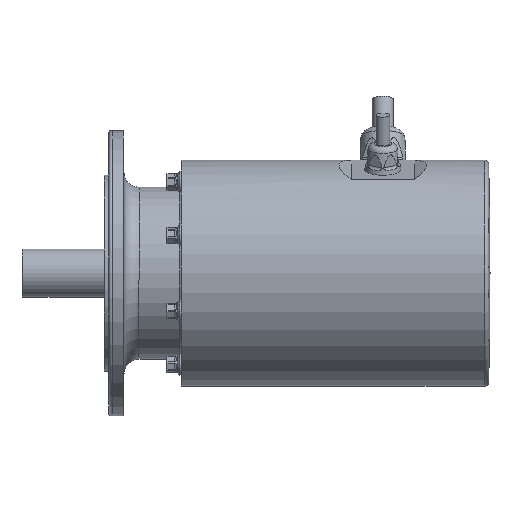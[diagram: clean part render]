
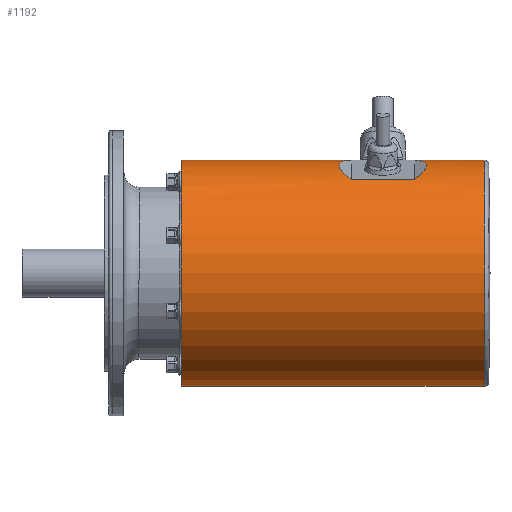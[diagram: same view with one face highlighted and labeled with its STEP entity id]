
A CAD part, front view. The second image highlights one B-rep face of the part: STEP entity #1192.
In plain terms, the highlighted cylindrical face has radius 75 mm (diameter 150 mm), a full revolution.
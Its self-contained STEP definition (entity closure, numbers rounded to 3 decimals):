
#350=ELLIPSE('',#3731,219.285,75.);
#351=ELLIPSE('',#3734,219.285,75.);
#352=ELLIPSE('',#3736,219.285,75.);
#353=ELLIPSE('',#3739,219.285,75.);
#487=CYLINDRICAL_SURFACE('',#3741,75.);
#727=LINE('',#6125,#891);
#728=LINE('',#6127,#892);
#731=LINE('',#6138,#895);
#732=LINE('',#6140,#896);
#891=VECTOR('',#4434,1.);
#892=VECTOR('',#4435,1.);
#895=VECTOR('',#4448,1.);
#896=VECTOR('',#4449,1.);
#1064=FACE_BOUND('',#1610,.T.);
#1065=FACE_BOUND('',#1611,.T.);
#1066=FACE_BOUND('',#1612,.T.);
#1067=FACE_BOUND('',#1613,.T.);
#1192=ADVANCED_FACE('',(#1064,#1065,#1066,#1067),#487,.T.);
#1610=EDGE_LOOP('',(#2204));
#1611=EDGE_LOOP('',(#2205,#2206,#2207,#2208));
#1612=EDGE_LOOP('',(#2209,#2210,#2211,#2212));
#1613=EDGE_LOOP('',(#2213));
#2204=ORIENTED_EDGE('',*,*,#3225,.F.);
#2205=ORIENTED_EDGE('',*,*,#3244,.F.);
#2206=ORIENTED_EDGE('',*,*,#3242,.F.);
#2207=ORIENTED_EDGE('',*,*,#3240,.F.);
#2208=ORIENTED_EDGE('',*,*,#3241,.F.);
#2209=ORIENTED_EDGE('',*,*,#3238,.F.);
#2210=ORIENTED_EDGE('',*,*,#3236,.F.);
#2211=ORIENTED_EDGE('',*,*,#3234,.F.);
#2212=ORIENTED_EDGE('',*,*,#3235,.F.);
#2213=ORIENTED_EDGE('',*,*,#3232,.T.);
#2875=VERTEX_POINT('',#6070);
#2882=VERTEX_POINT('',#6118);
#2883=VERTEX_POINT('',#6121);
#2884=VERTEX_POINT('',#6122);
#2885=VERTEX_POINT('',#6126);
#2886=VERTEX_POINT('',#6128);
#2887=VERTEX_POINT('',#6134);
#2888=VERTEX_POINT('',#6135);
#2889=VERTEX_POINT('',#6139);
#2890=VERTEX_POINT('',#6141);
#3225=EDGE_CURVE('',#2875,#2875,#3495,.T.);
#3232=EDGE_CURVE('',#2882,#2882,#3502,.T.);
#3234=EDGE_CURVE('',#2883,#2884,#350,.T.);
#3235=EDGE_CURVE('',#2885,#2883,#727,.T.);
#3236=EDGE_CURVE('',#2884,#2886,#728,.T.);
#3238=EDGE_CURVE('',#2886,#2885,#351,.T.);
#3240=EDGE_CURVE('',#2887,#2888,#352,.T.);
#3241=EDGE_CURVE('',#2889,#2887,#731,.T.);
#3242=EDGE_CURVE('',#2888,#2890,#732,.T.);
#3244=EDGE_CURVE('',#2890,#2889,#353,.T.);
#3495=CIRCLE('',#3716,75.);
#3502=CIRCLE('',#3729,75.);
#3716=AXIS2_PLACEMENT_3D('',#6069,#4399,#4400);
#3729=AXIS2_PLACEMENT_3D('',#6117,#4425,#4426);
#3731=AXIS2_PLACEMENT_3D('',#6123,#4430,#4431);
#3734=AXIS2_PLACEMENT_3D('',#6131,#4439,#4440);
#3736=AXIS2_PLACEMENT_3D('',#6136,#4444,#4445);
#3739=AXIS2_PLACEMENT_3D('',#6144,#4453,#4454);
#3741=AXIS2_PLACEMENT_3D('',#6146,#4457,#4458);
#4399=DIRECTION('',(0.,-1.,0.));
#4400=DIRECTION('',(0.,0.,1.));
#4425=DIRECTION('',(0.,-1.,0.));
#4426=DIRECTION('',(0.,0.,1.));
#4430=DIRECTION('',(0.894,0.342,0.29));
#4431=DIRECTION('',(-0.325,0.94,-0.106));
#4434=DIRECTION('',(0.,-1.,0.));
#4435=DIRECTION('',(0.,1.,0.));
#4439=DIRECTION('',(0.894,-0.342,0.29));
#4440=DIRECTION('',(0.325,0.94,0.106));
#4444=DIRECTION('',(0.894,0.342,-0.29));
#4445=DIRECTION('',(-0.325,0.94,0.106));
#4448=DIRECTION('',(0.,-1.,0.));
#4449=DIRECTION('',(0.,1.,0.));
#4453=DIRECTION('',(0.894,-0.342,-0.29));
#4454=DIRECTION('',(0.325,0.94,-0.106));
#4457=DIRECTION('',(0.,1.,0.));
#4458=DIRECTION('',(0.,0.,1.));
#6069=CARTESIAN_POINT('',(0.,47.5,0.));
#6070=CARTESIAN_POINT('',(0.,47.5,75.));
#6117=CARTESIAN_POINT('',(0.,248.141,0.));
#6118=CARTESIAN_POINT('',(0.,248.141,75.));
#6121=CARTESIAN_POINT('',(62.189,160.,41.923));
#6122=CARTESIAN_POINT('',(74.954,160.,2.637));
#6123=CARTESIAN_POINT('',(0.,358.093,0.));
#6125=CARTESIAN_POINT('',(62.189,0.,41.923));
#6126=CARTESIAN_POINT('',(62.189,202.,41.923));
#6127=CARTESIAN_POINT('',(74.954,0.,2.637));
#6128=CARTESIAN_POINT('',(74.954,202.,2.637));
#6131=CARTESIAN_POINT('',(0.,3.907,0.));
#6134=CARTESIAN_POINT('',(74.954,160.,-2.637));
#6135=CARTESIAN_POINT('',(62.189,160.,-41.923));
#6136=CARTESIAN_POINT('',(0.,358.093,0.));
#6138=CARTESIAN_POINT('',(74.954,0.,-2.637));
#6139=CARTESIAN_POINT('',(74.954,202.,-2.637));
#6140=CARTESIAN_POINT('',(62.189,0.,-41.923));
#6141=CARTESIAN_POINT('',(62.189,202.,-41.923));
#6144=CARTESIAN_POINT('',(0.,3.907,0.));
#6146=CARTESIAN_POINT('',(0.,0.,0.));
